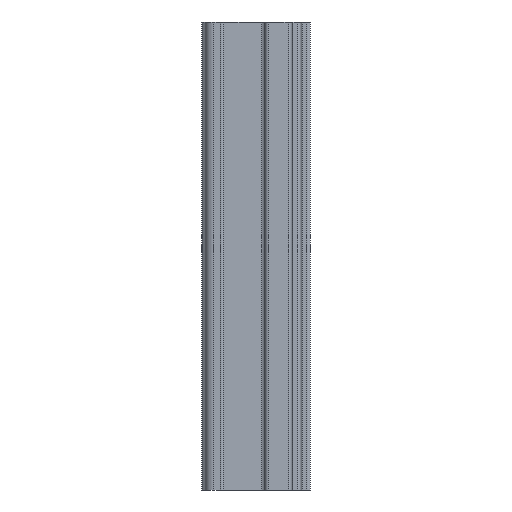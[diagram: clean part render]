
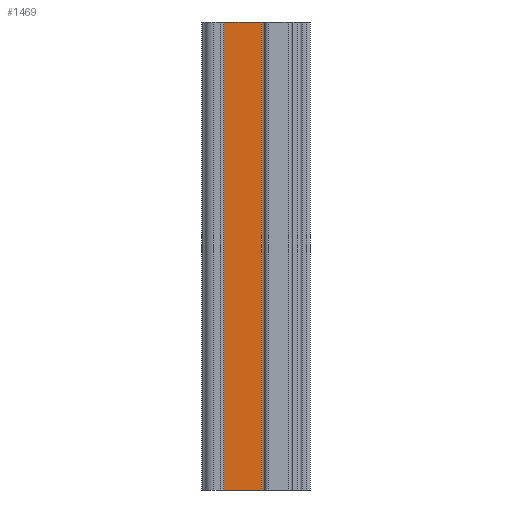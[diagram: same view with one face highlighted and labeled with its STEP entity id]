
A CAD part, left-side view. The second image highlights one B-rep face of the part: STEP entity #1469.
In plain terms, the highlighted planar face has unit normal (-1, 0, 0).
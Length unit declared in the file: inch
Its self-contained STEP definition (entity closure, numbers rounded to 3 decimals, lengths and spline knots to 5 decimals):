
#44=PLANE('',#1628);
#113=FACE_OUTER_BOUND('',#188,.T.);
#188=EDGE_LOOP('',(#1308,#1309,#1310,#1311));
#239=LINE('',#2220,#388);
#261=LINE('',#2285,#410);
#339=LINE('',#2493,#488);
#340=LINE('',#2496,#489);
#388=VECTOR('',#1749,0.3937);
#410=VECTOR('',#1803,0.3937);
#488=VECTOR('',#2033,0.3937);
#489=VECTOR('',#2038,0.3937);
#636=VERTEX_POINT('',#2217);
#637=VERTEX_POINT('',#2219);
#663=VERTEX_POINT('',#2282);
#664=VERTEX_POINT('',#2284);
#784=EDGE_CURVE('',#636,#637,#239,.T.);
#817=EDGE_CURVE('',#663,#664,#261,.T.);
#923=EDGE_CURVE('',#664,#636,#339,.T.);
#924=EDGE_CURVE('',#637,#663,#340,.T.);
#1308=ORIENTED_EDGE('',*,*,#923,.F.);
#1309=ORIENTED_EDGE('',*,*,#817,.F.);
#1310=ORIENTED_EDGE('',*,*,#924,.F.);
#1311=ORIENTED_EDGE('',*,*,#784,.F.);
#1469=ADVANCED_FACE('',(#113),#44,.T.);
#1628=AXIS2_PLACEMENT_3D('',#2498,#2040,#2041);
#1749=DIRECTION('',(0.,1.,0.));
#1803=DIRECTION('',(0.,-1.,0.));
#2033=DIRECTION('',(0.,0.,-1.));
#2038=DIRECTION('',(0.,0.,1.));
#2040=DIRECTION('center_axis',(-1.,0.,0.));
#2041=DIRECTION('ref_axis',(0.,-1.,0.));
#2217=CARTESIAN_POINT('',(-0.255,0.42,0.));
#2219=CARTESIAN_POINT('',(-0.255,0.74,0.));
#2220=CARTESIAN_POINT('',(-0.255,0.39,0.));
#2282=CARTESIAN_POINT('',(-0.255,0.74,4.));
#2284=CARTESIAN_POINT('',(-0.255,0.42,4.));
#2285=CARTESIAN_POINT('',(-0.255,0.39,4.));
#2493=CARTESIAN_POINT('',(-0.255,0.42,0.));
#2496=CARTESIAN_POINT('',(-0.255,0.74,0.));
#2498=CARTESIAN_POINT('Origin',(-0.255,0.77,0.));
